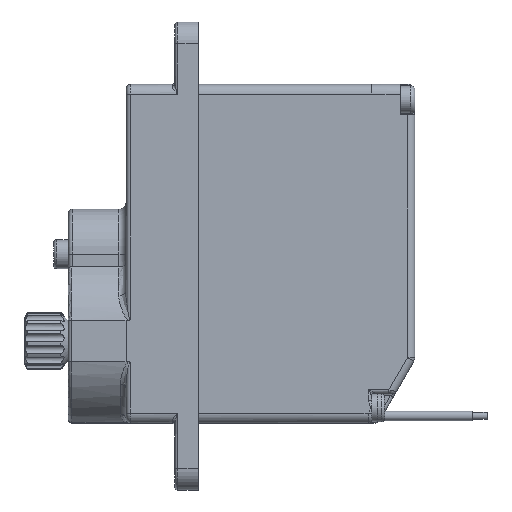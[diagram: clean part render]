
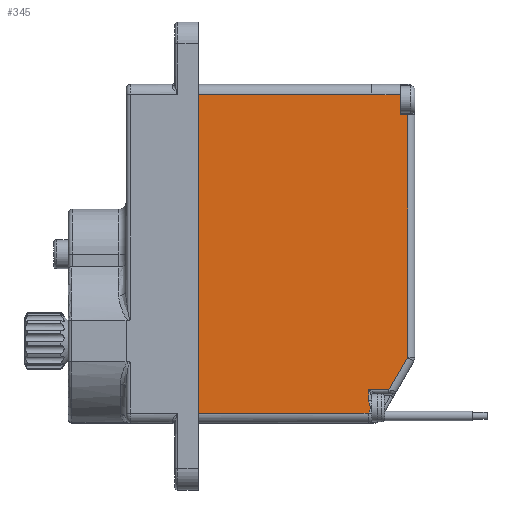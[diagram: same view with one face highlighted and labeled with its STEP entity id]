
A CAD part, left-side view. The second image highlights one B-rep face of the part: STEP entity #345.
In plain terms, the highlighted planar face has unit normal (-1, 0, 0).
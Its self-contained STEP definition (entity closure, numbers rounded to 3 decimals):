
#204 = DIRECTION ( 'NONE',  ( 0., 0., -1. ) ) ;
#205 = CARTESIAN_POINT ( 'NONE',  ( -0.009, 0.176, -22.788 ) ) ;
#222 = ORIENTED_EDGE ( 'NONE', *, *, #7604, .T. ) ;
#326 = ORIENTED_EDGE ( 'NONE', *, *, #12889, .T. ) ;
#345 = ADVANCED_FACE ( 'NONE', ( #8543 ), #11890, .F. ) ;
#475 = LINE ( 'NONE', #4138, #11040 ) ;
#480 = VERTEX_POINT ( 'NONE', #7249 ) ;
#644 = VERTEX_POINT ( 'NONE', #8884 ) ;
#742 = CARTESIAN_POINT ( 'NONE',  ( -0.009, 0., -0.725 ) ) ;
#769 = CARTESIAN_POINT ( 'NONE',  ( -0.009, -2.5, -18.927 ) ) ;
#856 = VECTOR ( 'NONE', #11036, 1000. ) ;
#871 = LINE ( 'NONE', #14805, #10116 ) ;
#966 = ORIENTED_EDGE ( 'NONE', *, *, #5994, .F. ) ;
#1156 = EDGE_LOOP ( 'NONE', ( #13058, #14483, #326, #1897, #222, #3724, #10346, #4486, #2960, #966, #10738, #13582 ) ) ;
#1310 = VECTOR ( 'NONE', #13384, 1000. ) ;
#1368 = LINE ( 'NONE', #7204, #6653 ) ;
#1513 = LINE ( 'NONE', #2603, #7165 ) ;
#1747 = LINE ( 'NONE', #4553, #3467 ) ;
#1897 = ORIENTED_EDGE ( 'NONE', *, *, #13628, .T. ) ;
#1946 = LINE ( 'NONE', #742, #5338 ) ;
#2383 = CARTESIAN_POINT ( 'NONE',  ( -0.009, 0.2, -21.179 ) ) ;
#2470 = CARTESIAN_POINT ( 'NONE',  ( -0.009, 0.2, -21.379 ) ) ;
#2554 = CARTESIAN_POINT ( 'NONE',  ( -0.009, 0.134, -22.641 ) ) ;
#2598 = CARTESIAN_POINT ( 'NONE',  ( -0.009, -2., -2.126 ) ) ;
#2603 = CARTESIAN_POINT ( 'NONE',  ( -0.009, 38.122, -22.788 ) ) ;
#2660 = CARTESIAN_POINT ( 'NONE',  ( -0.009, 0.107, -22.53 ) ) ;
#2909 = VERTEX_POINT ( 'NONE', #11584 ) ;
#2960 = ORIENTED_EDGE ( 'NONE', *, *, #14357, .T. ) ;
#2982 = DIRECTION ( 'NONE',  ( 0., -1., 0. ) ) ;
#3089 = EDGE_CURVE ( 'NONE', #15344, #644, #1368, .T. ) ;
#3467 = VECTOR ( 'NONE', #8281, 1000. ) ;
#3484 = DIRECTION ( 'NONE',  ( 0., 0., 1. ) ) ;
#3724 = ORIENTED_EDGE ( 'NONE', *, *, #11490, .T. ) ;
#3778 = CARTESIAN_POINT ( 'NONE',  ( -0.009, 0.146, -22.187 ) ) ;
#3834 = CARTESIAN_POINT ( 'NONE',  ( -0.009, 0.2, -21.958 ) ) ;
#3882 = CARTESIAN_POINT ( 'NONE',  ( -0.009, 0.095, -22.417 ) ) ;
#4138 = CARTESIAN_POINT ( 'NONE',  ( -0.009, 38.122, -21.179 ) ) ;
#4232 = DIRECTION ( 'NONE',  ( 0., 1., 0. ) ) ;
#4486 = ORIENTED_EDGE ( 'NONE', *, *, #9863, .F. ) ;
#4536 = CARTESIAN_POINT ( 'NONE',  ( -0.009, 38.122, -22.788 ) ) ;
#4553 = CARTESIAN_POINT ( 'NONE',  ( -0.009, -7.01, -11.115 ) ) ;
#4582 = DIRECTION ( 'NONE',  ( 1., 0., 0. ) ) ;
#4919 = DIRECTION ( 'NONE',  ( 0., -1., 0. ) ) ;
#5094 = CARTESIAN_POINT ( 'NONE',  ( -0.009, 0.2, -21.88 ) ) ;
#5138 = CARTESIAN_POINT ( 'NONE',  ( -0.009, 0.1, -22.493 ) ) ;
#5228 = VERTEX_POINT ( 'NONE', #9558 ) ;
#5338 = VECTOR ( 'NONE', #4232, 1000. ) ;
#5741 = VERTEX_POINT ( 'NONE', #15293 ) ;
#5743 = EDGE_CURVE ( 'NONE', #644, #480, #11277, .T. ) ;
#5887 = DIRECTION ( 'NONE',  ( 0., 0., 1. ) ) ;
#5994 = EDGE_CURVE ( 'NONE', #480, #10178, #871, .T. ) ;
#6183 = CARTESIAN_POINT ( 'NONE',  ( -0.009, 0.158, -22.714 ) ) ;
#6449 = EDGE_CURVE ( 'NONE', #8047, #2909, #14530, .T. ) ;
#6539 = CARTESIAN_POINT ( 'NONE',  ( -0.009, 12., -22.788 ) ) ;
#6571 = LINE ( 'NONE', #8197, #12401 ) ;
#6653 = VECTOR ( 'NONE', #3484, 1000. ) ;
#7165 = VECTOR ( 'NONE', #4919, 1000. ) ;
#7204 = CARTESIAN_POINT ( 'NONE',  ( -0.009, 12., -22.788 ) ) ;
#7249 = CARTESIAN_POINT ( 'NONE',  ( -0.009, 0., -0.716 ) ) ;
#7604 = EDGE_CURVE ( 'NONE', #5228, #12078, #1747, .T. ) ;
#7704 = VERTEX_POINT ( 'NONE', #2383 ) ;
#8047 = VERTEX_POINT ( 'NONE', #9935 ) ;
#8197 = CARTESIAN_POINT ( 'NONE',  ( -0.009, -2.5, -0.716 ) ) ;
#8281 = DIRECTION ( 'NONE',  ( 0., -0.5, 0.866 ) ) ;
#8543 = FACE_OUTER_BOUND ( 'NONE', #1156, .T. ) ;
#8727 = B_SPLINE_CURVE_WITH_KNOTS ( 'NONE', 3,
 ( #205, #6183, #2554, #2660, #5138, #3882, #11206, #10999, #3778, #12284, #3834, #5094 ),
 .UNSPECIFIED., .F., .F.,
 ( 4, 2, 2, 2, 2, 4 ),
 ( 0., 0., 0., 0., 0.001, 0.001 ),
 .UNSPECIFIED. ) ;
#8784 = LINE ( 'NONE', #2470, #15322 ) ;
#8847 = CARTESIAN_POINT ( 'NONE',  ( -0.009, -2., -0.026 ) ) ;
#8884 = CARTESIAN_POINT ( 'NONE',  ( -0.009, 12., -0.716 ) ) ;
#9304 = DIRECTION ( 'NONE',  ( 0., -1., 0. ) ) ;
#9476 = DIRECTION ( 'NONE',  ( 0., 0., -1. ) ) ;
#9478 = EDGE_CURVE ( 'NONE', #10949, #12718, #8727, .T. ) ;
#9558 = CARTESIAN_POINT ( 'NONE',  ( -0.009, -1.2, -21.179 ) ) ;
#9569 = VECTOR ( 'NONE', #9304, 1000. ) ;
#9863 = EDGE_CURVE ( 'NONE', #5741, #8047, #15205, .T. ) ;
#9935 = CARTESIAN_POINT ( 'NONE',  ( -0.009, -2., -2.126 ) ) ;
#9960 = CARTESIAN_POINT ( 'NONE',  ( -0.009, 0.2, -21.88 ) ) ;
#10116 = VECTOR ( 'NONE', #204, 1000. ) ;
#10178 = VERTEX_POINT ( 'NONE', #10638 ) ;
#10346 = ORIENTED_EDGE ( 'NONE', *, *, #6449, .F. ) ;
#10638 = CARTESIAN_POINT ( 'NONE',  ( -0.009, 0., -0.725 ) ) ;
#10715 = EDGE_CURVE ( 'NONE', #15344, #10949, #1513, .T. ) ;
#10738 = ORIENTED_EDGE ( 'NONE', *, *, #5743, .F. ) ;
#10949 = VERTEX_POINT ( 'NONE', #15165 ) ;
#10999 = CARTESIAN_POINT ( 'NONE',  ( -0.009, 0.12, -22.261 ) ) ;
#11036 = DIRECTION ( 'NONE',  ( 0., -1., 0. ) ) ;
#11040 = VECTOR ( 'NONE', #2982, 1000. ) ;
#11206 = CARTESIAN_POINT ( 'NONE',  ( -0.009, 0.099, -22.377 ) ) ;
#11277 = LINE ( 'NONE', #13057, #9569 ) ;
#11490 = EDGE_CURVE ( 'NONE', #12078, #2909, #6571, .T. ) ;
#11584 = CARTESIAN_POINT ( 'NONE',  ( -0.009, -2.5, -2.126 ) ) ;
#11890 = PLANE ( 'NONE',  #14596 ) ;
#12078 = VERTEX_POINT ( 'NONE', #769 ) ;
#12284 = CARTESIAN_POINT ( 'NONE',  ( -0.009, 0.185, -22.036 ) ) ;
#12401 = VECTOR ( 'NONE', #14138, 1000. ) ;
#12718 = VERTEX_POINT ( 'NONE', #9960 ) ;
#12889 = EDGE_CURVE ( 'NONE', #12718, #7704, #8784, .T. ) ;
#13057 = CARTESIAN_POINT ( 'NONE',  ( -0.009, 38.122, -0.716 ) ) ;
#13058 = ORIENTED_EDGE ( 'NONE', *, *, #10715, .T. ) ;
#13384 = DIRECTION ( 'NONE',  ( 0., 0., -1. ) ) ;
#13582 = ORIENTED_EDGE ( 'NONE', *, *, #3089, .F. ) ;
#13628 = EDGE_CURVE ( 'NONE', #7704, #5228, #475, .T. ) ;
#14138 = DIRECTION ( 'NONE',  ( 0., 0., 1. ) ) ;
#14357 = EDGE_CURVE ( 'NONE', #5741, #10178, #1946, .T. ) ;
#14483 = ORIENTED_EDGE ( 'NONE', *, *, #9478, .T. ) ;
#14530 = LINE ( 'NONE', #2598, #856 ) ;
#14596 = AXIS2_PLACEMENT_3D ( 'NONE', #4536, #4582, #9476 ) ;
#14805 = CARTESIAN_POINT ( 'NONE',  ( -0.009, 0., -0.716 ) ) ;
#15165 = CARTESIAN_POINT ( 'NONE',  ( -0.009, 0.176, -22.788 ) ) ;
#15205 = LINE ( 'NONE', #8847, #1310 ) ;
#15293 = CARTESIAN_POINT ( 'NONE',  ( -0.009, -2., -0.725 ) ) ;
#15322 = VECTOR ( 'NONE', #5887, 1000. ) ;
#15344 = VERTEX_POINT ( 'NONE', #6539 ) ;
